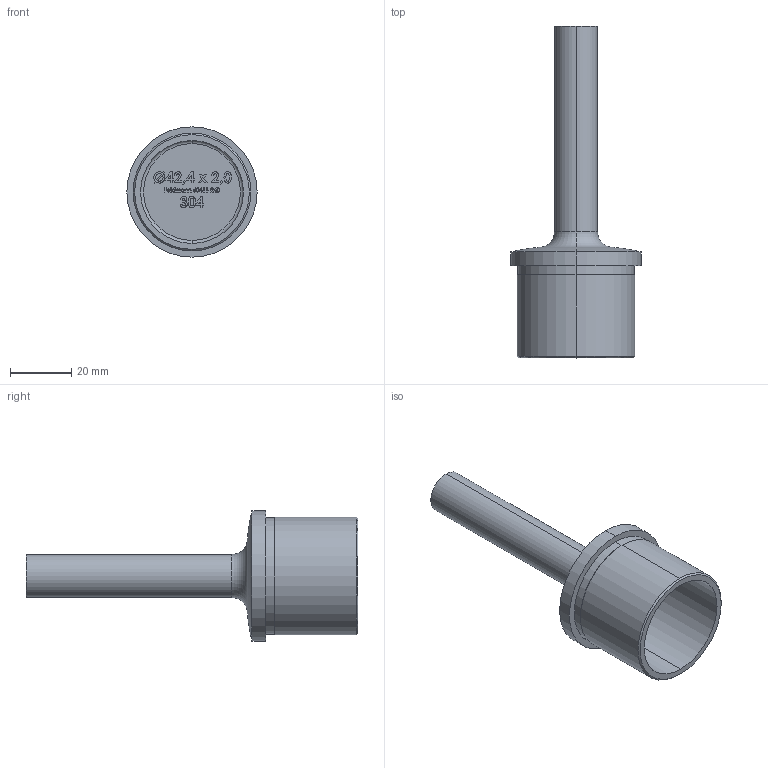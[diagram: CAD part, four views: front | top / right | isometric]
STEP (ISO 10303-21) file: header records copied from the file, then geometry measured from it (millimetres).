
FILE_DESCRIPTION (( 'STEP AP203' ), '1' );
FILE_NAME ('60411-240.step', '2019-09-12T08:11:15', ( '' ), ( '' ), 'SwSTEP 2.0', 'SolidWorks 2015', '' );
FILE_SCHEMA (( 'CONFIG_CONTROL_DESIGN' ));
Length unit declared in the file: millimetre
Products named in the file (1): 60411-240
Bounding box: 42.4 x 108 x 42.4 mm (x, y, z)
Volume: 25445.1 mm3; surface area: 13487.6 mm2
Topology: 1 solids, 1 shells, 397 faces, 1034 edges, 686 vertices
Faces by surface type: plane 241, bspline 138, cylinder 10, torus 6, cone 2
Entity records: 19801 total; most frequent: CARTESIAN_POINT 10888, ORIENTED_EDGE 2068, DIRECTION 1310, EDGE_CURVE 1034, LINE 726, VECTOR 726, VERTEX_POINT 686, EDGE_LOOP 444
